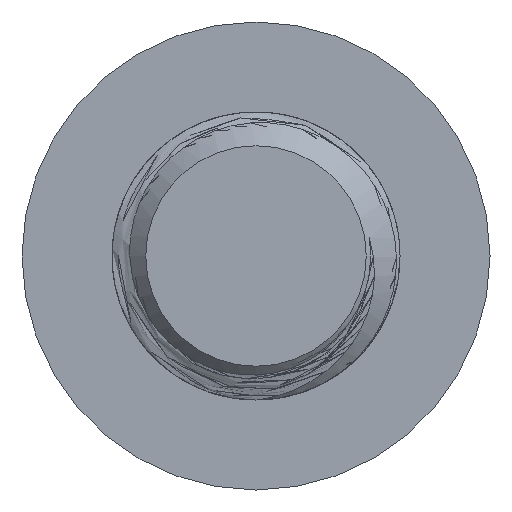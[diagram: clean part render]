
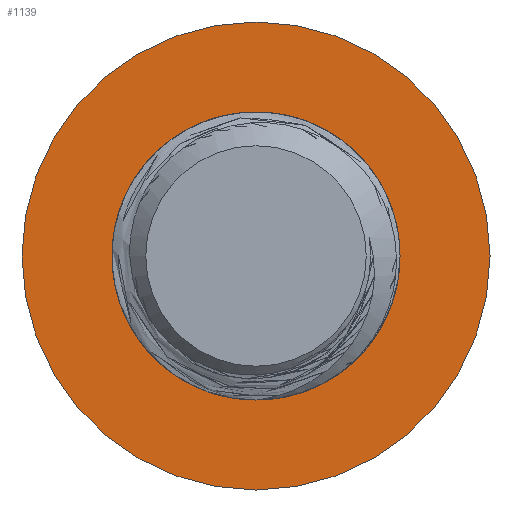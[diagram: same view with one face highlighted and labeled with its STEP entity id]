
A CAD part, left-side view. The second image highlights one B-rep face of the part: STEP entity #1139.
In plain terms, the highlighted face is planar.
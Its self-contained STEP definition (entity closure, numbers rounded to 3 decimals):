
#23=PLANE('',#1231);
#29=FACE_BOUND('',#209,.T.);
#81=B_SPLINE_CURVE_WITH_KNOTS('',3,(#4599,#4600,#4601,#4602,#4603,#4604,
#4605,#4606,#4607,#4608,#4609,#4610,#4611,#4612,#4613,#4614,#4615,#4616,
#4617,#4618),.UNSPECIFIED.,.F.,.F.,(4,2,2,2,2,2,2,2,2,4),(-0.451,
-0.384,-0.317,-0.28,-0.214,
-0.181,-0.147,-0.081,-0.047,
0.),.UNSPECIFIED.);
#82=B_SPLINE_CURVE_WITH_KNOTS('',3,(#5297,#5298,#5299,#5300,#5301,#5302,
#5303,#5304,#5305,#5306,#5307,#5308,#5309,#5310,#5311,#5312,#5313,#5314),
 .UNSPECIFIED.,.F.,.F.,(4,2,2,2,2,2,2,2,4),(-0.406,-0.344,
-0.285,-0.255,-0.226,-0.168,
-0.135,-0.075,0.),.UNSPECIFIED.);
#143=FACE_OUTER_BOUND('',#208,.T.);
#208=EDGE_LOOP('',(#974));
#209=EDGE_LOOP('',(#975,#976,#977,#978));
#218=CIRCLE('',#1164,3.188);
#220=CIRCLE('',#1186,4.);
#228=CIRCLE('',#1219,6.5);
#391=VERTEX_POINT('',#1479);
#392=VERTEX_POINT('',#1497);
#434=VERTEX_POINT('',#2242);
#435=VERTEX_POINT('',#2263);
#498=VERTEX_POINT('',#3793);
#508=EDGE_CURVE('',#392,#391,#218,.T.);
#570=EDGE_CURVE('',#434,#435,#220,.T.);
#653=EDGE_CURVE('',#498,#498,#228,.F.);
#664=EDGE_CURVE('',#391,#435,#81,.T.);
#666=EDGE_CURVE('',#434,#392,#82,.T.);
#974=ORIENTED_EDGE('',*,*,#653,.F.);
#975=ORIENTED_EDGE('',*,*,#570,.F.);
#976=ORIENTED_EDGE('',*,*,#666,.T.);
#977=ORIENTED_EDGE('',*,*,#508,.T.);
#978=ORIENTED_EDGE('',*,*,#664,.T.);
#1139=ADVANCED_FACE('',(#143,#29),#23,.F.);
#1164=AXIS2_PLACEMENT_3D('',#1498,#1254,#1255);
#1186=AXIS2_PLACEMENT_3D('',#2264,#1318,#1319);
#1219=AXIS2_PLACEMENT_3D('',#3795,#1415,#1416);
#1231=AXIS2_PLACEMENT_3D('',#5318,#1440,#1441);
#1254=DIRECTION('center_axis',(0.,0.,
1.));
#1255=DIRECTION('ref_axis',(0.,-1.,0.));
#1318=DIRECTION('center_axis',(0.,0.,-1.));
#1319=DIRECTION('ref_axis',(0.,1.,0.));
#1415=DIRECTION('center_axis',(0.,0.,-1.));
#1416=DIRECTION('ref_axis',(1.,0.,0.));
#1440=DIRECTION('center_axis',(0.,0.,1.));
#1441=DIRECTION('ref_axis',(1.,0.,0.));
#1479=CARTESIAN_POINT('',(0.,-3.188,-4.4));
#1497=CARTESIAN_POINT('',(-2.254,-2.254,-4.4));
#1498=CARTESIAN_POINT('Origin',(0.,0.,
-4.4));
#2242=CARTESIAN_POINT('',(0.,4.,-4.4));
#2263=CARTESIAN_POINT('',(2.828,2.828,-4.4));
#2264=CARTESIAN_POINT('Origin',(0.,0.,-4.4));
#3793=CARTESIAN_POINT('',(-6.5,0.,-4.4));
#3795=CARTESIAN_POINT('Origin',(0.,0.,-4.4));
#4599=CARTESIAN_POINT('Ctrl Pts',(0.,-3.188,
-4.4));
#4600=CARTESIAN_POINT('Ctrl Pts',(0.36,-3.225,-4.4));
#4601=CARTESIAN_POINT('Ctrl Pts',(0.724,-3.203,-4.4));
#4602=CARTESIAN_POINT('Ctrl Pts',(1.436,-3.039,-4.4));
#4603=CARTESIAN_POINT('Ctrl Pts',(1.778,-2.898,-4.4));
#4604=CARTESIAN_POINT('Ctrl Pts',(2.258,-2.597,-4.4));
#4605=CARTESIAN_POINT('Ctrl Pts',(2.442,-2.461,-4.4));
#4606=CARTESIAN_POINT('Ctrl Pts',(2.965,-1.964,-4.4));
#4607=CARTESIAN_POINT('Ctrl Pts',(3.235,-1.583,-4.4));
#4608=CARTESIAN_POINT('Ctrl Pts',(3.521,-0.95,-4.4));
#4609=CARTESIAN_POINT('Ctrl Pts',(3.596,-0.729,-4.4));
#4610=CARTESIAN_POINT('Ctrl Pts',(3.704,-0.267,-4.4));
#4611=CARTESIAN_POINT('Ctrl Pts',(3.734,-0.029,-4.4));
#4612=CARTESIAN_POINT('Ctrl Pts',(3.757,0.675,-4.4));
#4613=CARTESIAN_POINT('Ctrl Pts',(3.688,1.137,-4.4));
#4614=CARTESIAN_POINT('Ctrl Pts',(3.463,1.799,-4.4));
#4615=CARTESIAN_POINT('Ctrl Pts',(3.367,2.014,-4.4));
#4616=CARTESIAN_POINT('Ctrl Pts',(3.093,2.504,-4.4));
#4617=CARTESIAN_POINT('Ctrl Pts',(2.93,2.709,-4.4));
#4618=CARTESIAN_POINT('Ctrl Pts',(2.828,2.828,-4.4));
#5297=CARTESIAN_POINT('Ctrl Pts',(0.,4.,
-4.4));
#5298=CARTESIAN_POINT('Ctrl Pts',(-0.482,3.961,-4.4));
#5299=CARTESIAN_POINT('Ctrl Pts',(-0.953,3.831,-4.4));
#5300=CARTESIAN_POINT('Ctrl Pts',(-1.803,3.413,-4.4));
#5301=CARTESIAN_POINT('Ctrl Pts',(-2.178,3.135,-4.4));
#5302=CARTESIAN_POINT('Ctrl Pts',(-2.659,2.622,-4.4));
#5303=CARTESIAN_POINT('Ctrl Pts',(-2.807,2.432,-4.4));
#5304=CARTESIAN_POINT('Ctrl Pts',(-3.057,2.029,-4.4));
#5305=CARTESIAN_POINT('Ctrl Pts',(-3.161,1.821,-4.4));
#5306=CARTESIAN_POINT('Ctrl Pts',(-3.407,1.171,-4.4));
#5307=CARTESIAN_POINT('Ctrl Pts',(-3.485,0.71,-4.4));
#5308=CARTESIAN_POINT('Ctrl Pts',(-3.467,-0.011,
-4.4));
#5309=CARTESIAN_POINT('Ctrl Pts',(-3.434,-0.237,
-4.4));
#5310=CARTESIAN_POINT('Ctrl Pts',(-3.306,-0.79,
-4.4));
#5311=CARTESIAN_POINT('Ctrl Pts',(-3.165,-1.132,-4.4));
#5312=CARTESIAN_POINT('Ctrl Pts',(-2.724,-1.837,-4.4));
#5313=CARTESIAN_POINT('Ctrl Pts',(-2.449,-2.096,-4.4));
#5314=CARTESIAN_POINT('Ctrl Pts',(-2.254,-2.254,-4.4));
#5318=CARTESIAN_POINT('Origin',(0.,-7.,-4.4));
